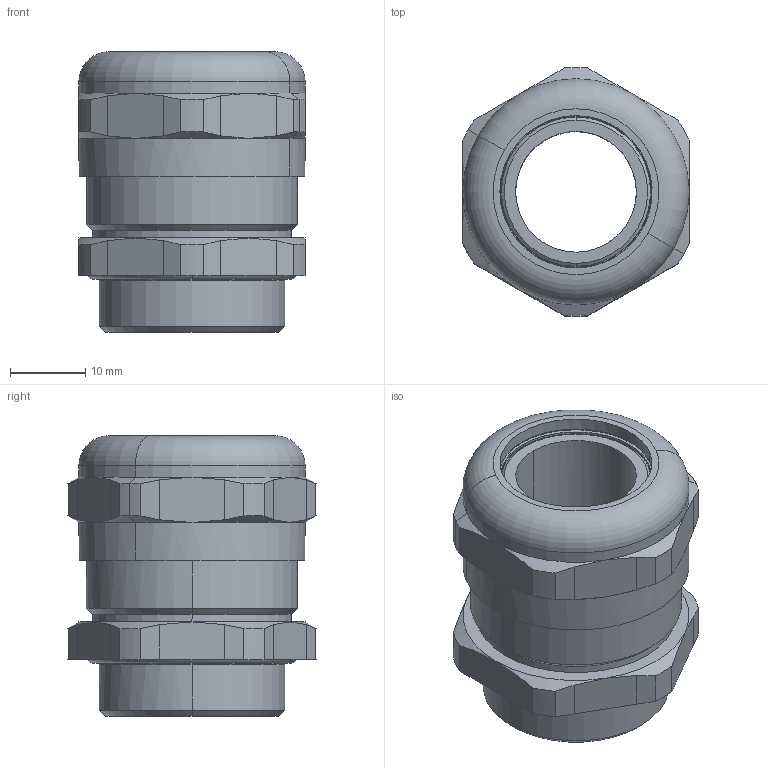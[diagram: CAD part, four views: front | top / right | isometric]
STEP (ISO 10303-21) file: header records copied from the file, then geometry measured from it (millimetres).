
FILE_DESCRIPTION(('CATIA V5 STEP Exchange','CAx-IF Rec.Pracs.--- Model Styling and Organization---1.4--- 2014-01-23'),'2;1');
FILE_NAME ('12698560_4', '2022-08-29T08:01:17+00:00', ('none'), ('Weidmueller'), 'CATIA Version 5-6 Release 2016 SP3 HF44', 'CATIA V5 STEP AP214', 'none');
FILE_SCHEMA(('AUTOMOTIVE_DESIGN { 1 0 10303 214 1 1 1 1 }'));
Length unit declared in the file: millimetre
Products named in the file (1): 1193570000
Bounding box: 30 x 32.98 x 37.2 mm (x, y, z)
Volume: 13135.7 mm3; surface area: 12442.3 mm2
Topology: 4 solids, 4 shells, 188 faces, 436 edges, 263 vertices
Faces by surface type: cylinder 67, plane 51, cone 44, torus 24, bspline 2
Entity records: 5902 total; most frequent: CARTESIAN_POINT 1938, ORIENTED_EDGE 872, DIRECTION 662, EDGE_CURVE 436, AXIS2_PLACEMENT_3D 328, VERTEX_POINT 263, EDGE_LOOP 203, ADVANCED_FACE 188
